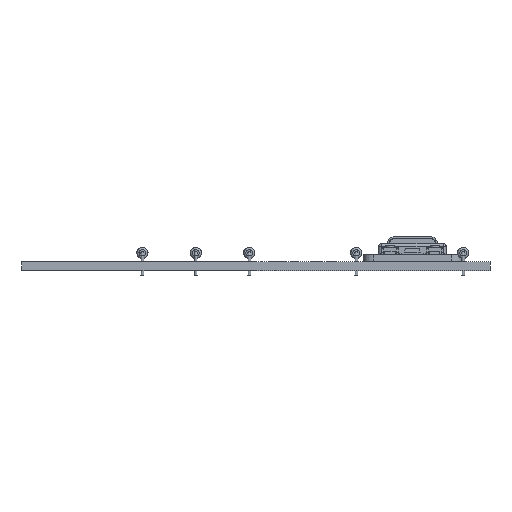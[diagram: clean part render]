
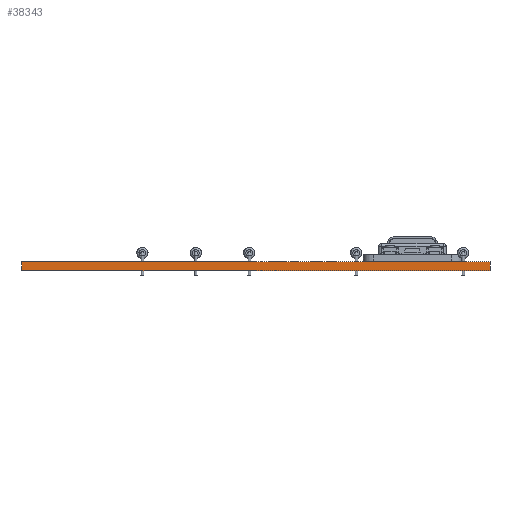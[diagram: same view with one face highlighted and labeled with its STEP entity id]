
A CAD part, front view. The second image highlights one B-rep face of the part: STEP entity #38343.
In plain terms, the highlighted planar face has unit normal (0, -1, 0).
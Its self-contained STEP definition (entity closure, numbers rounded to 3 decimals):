
#38343 = ADVANCED_FACE('',(#38344),#38378,.T.);
#38344 = FACE_BOUND('',#38345,.T.);
#38345 = EDGE_LOOP('',(#38346,#38356,#38364,#38372));
#38346 = ORIENTED_EDGE('',*,*,#38347,.T.);
#38347 = EDGE_CURVE('',#38348,#38350,#38352,.T.);
#38348 = VERTEX_POINT('',#38349);
#38349 = CARTESIAN_POINT('',(109.538,-133.35,0.));
#38350 = VERTEX_POINT('',#38351);
#38351 = CARTESIAN_POINT('',(109.538,-133.35,1.6));
#38352 = LINE('',#38353,#38354);
#38353 = CARTESIAN_POINT('',(109.538,-133.35,0.));
#38354 = VECTOR('',#38355,1.);
#38355 = DIRECTION('',(0.,0.,1.));
#38356 = ORIENTED_EDGE('',*,*,#38357,.T.);
#38357 = EDGE_CURVE('',#38350,#38358,#38360,.T.);
#38358 = VERTEX_POINT('',#38359);
#38359 = CARTESIAN_POINT('',(26.194,-133.35,1.6));
#38360 = LINE('',#38361,#38362);
#38361 = CARTESIAN_POINT('',(109.538,-133.35,1.6));
#38362 = VECTOR('',#38363,1.);
#38363 = DIRECTION('',(-1.,0.,0.));
#38364 = ORIENTED_EDGE('',*,*,#38365,.F.);
#38365 = EDGE_CURVE('',#38366,#38358,#38368,.T.);
#38366 = VERTEX_POINT('',#38367);
#38367 = CARTESIAN_POINT('',(26.194,-133.35,0.));
#38368 = LINE('',#38369,#38370);
#38369 = CARTESIAN_POINT('',(26.194,-133.35,0.));
#38370 = VECTOR('',#38371,1.);
#38371 = DIRECTION('',(0.,0.,1.));
#38372 = ORIENTED_EDGE('',*,*,#38373,.F.);
#38373 = EDGE_CURVE('',#38348,#38366,#38374,.T.);
#38374 = LINE('',#38375,#38376);
#38375 = CARTESIAN_POINT('',(109.538,-133.35,0.));
#38376 = VECTOR('',#38377,1.);
#38377 = DIRECTION('',(-1.,0.,0.));
#38378 = PLANE('',#38379);
#38379 = AXIS2_PLACEMENT_3D('',#38380,#38381,#38382);
#38380 = CARTESIAN_POINT('',(109.538,-133.35,0.));
#38381 = DIRECTION('',(0.,-1.,0.));
#38382 = DIRECTION('',(-1.,0.,0.));
